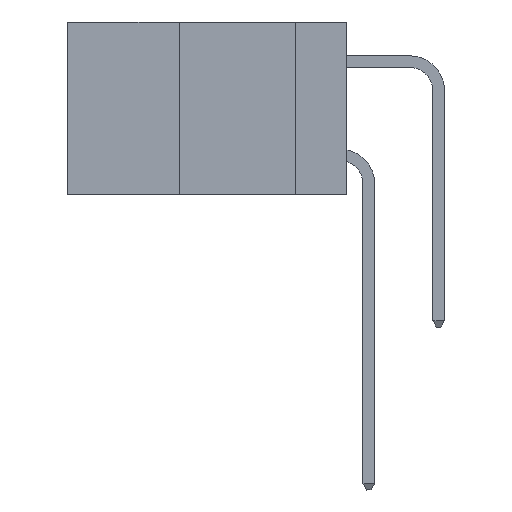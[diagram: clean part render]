
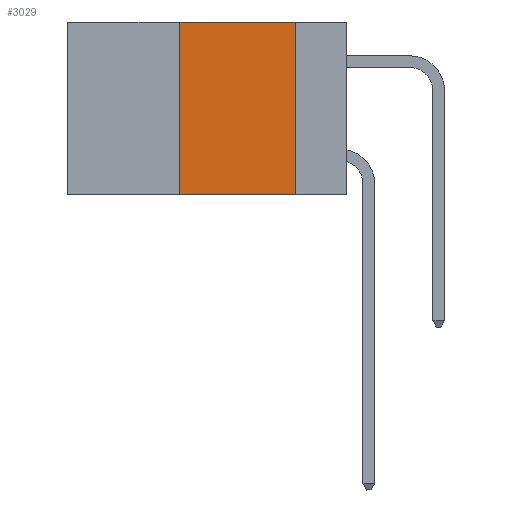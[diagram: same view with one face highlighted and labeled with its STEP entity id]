
A CAD part, left-side view. The second image highlights one B-rep face of the part: STEP entity #3029.
In plain terms, the highlighted planar face has unit normal (-1, 0, 0).
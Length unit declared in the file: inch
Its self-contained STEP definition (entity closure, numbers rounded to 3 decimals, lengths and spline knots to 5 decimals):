
#46 = ORIENTED_EDGE ( 'NONE', *, *, #31012, .F. ) ;
#645 = VERTEX_POINT ( 'NONE', #17538 ) ;
#2391 = ORIENTED_EDGE ( 'NONE', *, *, #27060, .F. ) ;
#3029 = ADVANCED_FACE ( 'NONE', ( #23249 ), #33824, .F. ) ;
#3487 = DIRECTION ( 'NONE',  ( 0., 0., -1. ) ) ;
#4236 = DIRECTION ( 'NONE',  ( 0., -1., 0. ) ) ;
#4711 = ORIENTED_EDGE ( 'NONE', *, *, #12149, .T. ) ;
#5177 = DIRECTION ( 'NONE',  ( 0., 0., -1. ) ) ;
#6922 = VERTEX_POINT ( 'NONE', #23877 ) ;
#7167 = CARTESIAN_POINT ( 'NONE',  ( 0., 0.36, 0. ) ) ;
#7833 = DIRECTION ( 'NONE',  ( 1., 0., 0. ) ) ;
#9456 = AXIS2_PLACEMENT_3D ( 'NONE', #33958, #7833, #5177 ) ;
#9916 = VECTOR ( 'NONE', #32664, 39.37008 ) ;
#10332 = VECTOR ( 'NONE', #35479, 39.37008 ) ;
#10779 = LINE ( 'NONE', #7167, #9916 ) ;
#11993 = VECTOR ( 'NONE', #3487, 39.37008 ) ;
#12149 = EDGE_CURVE ( 'NONE', #23987, #16682, #21721, .T. ) ;
#14426 = VECTOR ( 'NONE', #4236, 39.37008 ) ;
#15788 = CARTESIAN_POINT ( 'NONE',  ( 0., 0.11, -0.37 ) ) ;
#16682 = VERTEX_POINT ( 'NONE', #15788 ) ;
#16980 = LINE ( 'NONE', #32480, #11993 ) ;
#17538 = CARTESIAN_POINT ( 'NONE',  ( 0., 0.36, 0. ) ) ;
#19007 = ORIENTED_EDGE ( 'NONE', *, *, #33098, .F. ) ;
#21721 = LINE ( 'NONE', #23606, #10332 ) ;
#22125 = LINE ( 'NONE', #35789, #14426 ) ;
#23249 = FACE_OUTER_BOUND ( 'NONE', #32671, .T. ) ;
#23606 = CARTESIAN_POINT ( 'NONE',  ( 0., 0.6, -0.37 ) ) ;
#23877 = CARTESIAN_POINT ( 'NONE',  ( 0., 0.11, 0. ) ) ;
#23987 = VERTEX_POINT ( 'NONE', #25432 ) ;
#25432 = CARTESIAN_POINT ( 'NONE',  ( 0., 0.36, -0.37 ) ) ;
#27060 = EDGE_CURVE ( 'NONE', #645, #6922, #22125, .T. ) ;
#31012 = EDGE_CURVE ( 'NONE', #23987, #645, #10779, .T. ) ;
#32480 = CARTESIAN_POINT ( 'NONE',  ( 0., 0.11, 0. ) ) ;
#32664 = DIRECTION ( 'NONE',  ( 0., 0., 1. ) ) ;
#32671 = EDGE_LOOP ( 'NONE', ( #19007, #2391, #46, #4711 ) ) ;
#33098 = EDGE_CURVE ( 'NONE', #6922, #16682, #16980, .T. ) ;
#33824 = PLANE ( 'NONE',  #9456 ) ;
#33958 = CARTESIAN_POINT ( 'NONE',  ( 0., 0.6, 0. ) ) ;
#35479 = DIRECTION ( 'NONE',  ( 0., -1., 0. ) ) ;
#35789 = CARTESIAN_POINT ( 'NONE',  ( 0., 0.6, 0. ) ) ;
